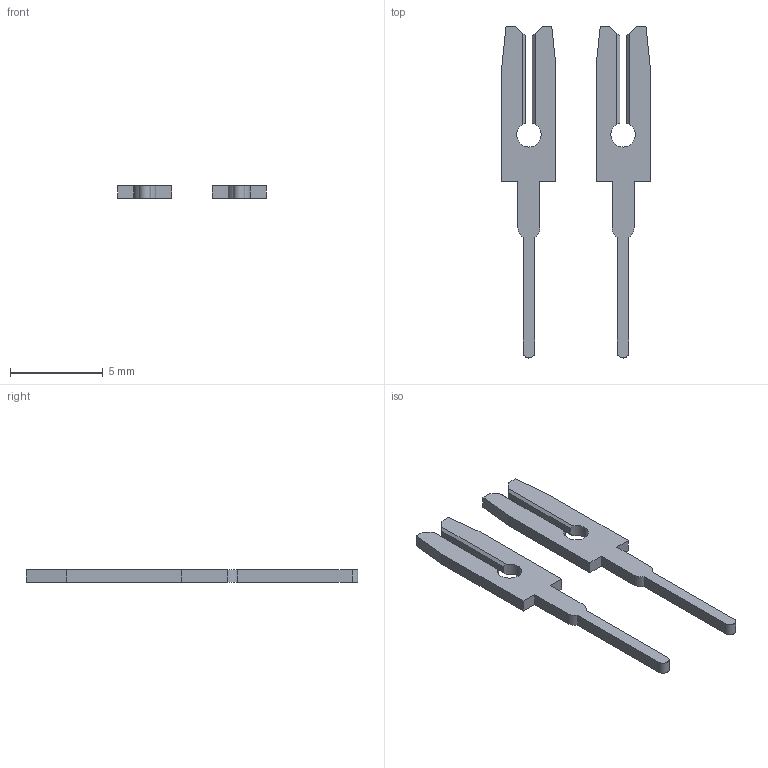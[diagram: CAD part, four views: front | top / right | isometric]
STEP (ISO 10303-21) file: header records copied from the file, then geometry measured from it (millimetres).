
FILE_DESCRIPTION (( 'STEP AP203' ), '1' );
FILE_NAME ('103-002-251-200.STEP', '2020-04-09T19:30:10', ( '' ), ( '' ), 'SwSTEP 2.0', 'SolidWorks 2016', '' );
FILE_SCHEMA (( 'CONFIG_CONTROL_DESIGN' ));
Length unit declared in the file: inch
Products named in the file (2): 103-002-251-200; 100-290-001_100-290-251
Assembly tree (2 placements, depth 2):
  103-002-251-200
    100-290-001_100-290-251  x2
Bounding box: 8 x 17.91 x 0.66 mm (x, y, z)
Volume: 36.6 mm3; surface area: 179.7 mm2
Topology: 2 solids, 2 shells, 56 faces, 156 edges, 104 vertices
Faces by surface type: plane 44, cylinder 12
Entity records: 1126 total; most frequent: CARTESIAN_POINT 175, ORIENTED_EDGE 156, DIRECTION 152, EDGE_CURVE 78, LINE 62, VECTOR 62, VERTEX_POINT 52, AXIS2_PLACEMENT_3D 45
